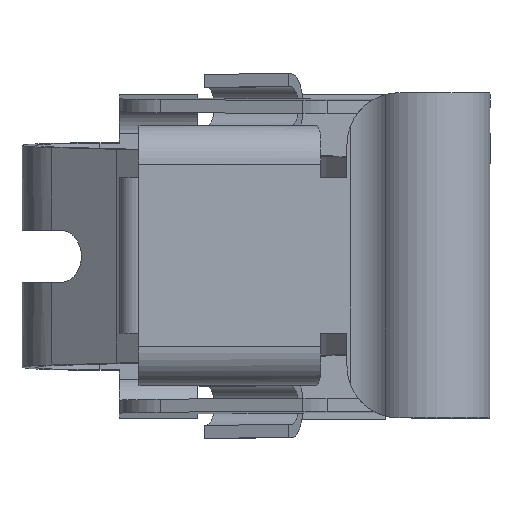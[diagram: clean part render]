
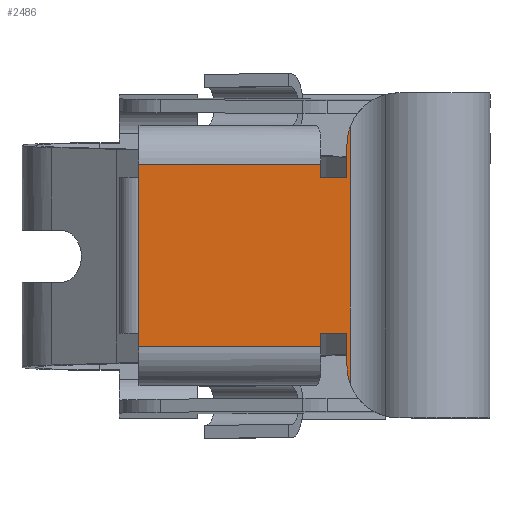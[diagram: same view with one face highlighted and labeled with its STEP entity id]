
A CAD part, top view. The second image highlights one B-rep face of the part: STEP entity #2486.
In plain terms, the highlighted face is planar.
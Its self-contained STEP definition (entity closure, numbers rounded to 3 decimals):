
#136=CIRCLE('',#2633,0.4);
#162=CIRCLE('',#2687,0.4);
#281=LINE('',#4022,#541);
#304=LINE('',#4093,#564);
#305=LINE('',#4226,#565);
#306=LINE('',#4227,#566);
#307=LINE('',#4229,#567);
#308=LINE('',#4231,#568);
#309=LINE('',#4232,#569);
#310=LINE('',#4233,#570);
#311=LINE('',#4235,#571);
#312=LINE('',#4237,#572);
#313=LINE('',#4239,#573);
#314=LINE('',#4241,#574);
#541=VECTOR('',#3080,1000.);
#564=VECTOR('',#3133,1000.);
#565=VECTOR('',#3142,1000.);
#566=VECTOR('',#3143,1000.);
#567=VECTOR('',#3144,1000.);
#568=VECTOR('',#3145,1000.);
#569=VECTOR('',#3146,1000.);
#570=VECTOR('',#3147,1000.);
#571=VECTOR('',#3148,1000.);
#572=VECTOR('',#3149,1000.);
#573=VECTOR('',#3150,1000.);
#574=VECTOR('',#3151,1000.);
#922=ORIENTED_EDGE('',*,*,#1667,.F.);
#923=ORIENTED_EDGE('',*,*,#1664,.F.);
#924=ORIENTED_EDGE('',*,*,#1660,.F.);
#925=ORIENTED_EDGE('',*,*,#1668,.F.);
#926=ORIENTED_EDGE('',*,*,#1669,.F.);
#927=ORIENTED_EDGE('',*,*,#1670,.T.);
#928=ORIENTED_EDGE('',*,*,#1627,.T.);
#929=ORIENTED_EDGE('',*,*,#1671,.T.);
#930=ORIENTED_EDGE('',*,*,#1672,.F.);
#931=ORIENTED_EDGE('',*,*,#1673,.F.);
#932=ORIENTED_EDGE('',*,*,#1674,.T.);
#933=ORIENTED_EDGE('',*,*,#1675,.T.);
#934=ORIENTED_EDGE('',*,*,#1676,.T.);
#935=ORIENTED_EDGE('',*,*,#1549,.T.);
#1549=EDGE_CURVE('',#1928,#1927,#136,.T.);
#1627=EDGE_CURVE('',#1996,#1995,#281,.T.);
#1660=EDGE_CURVE('',#2024,#2021,#304,.T.);
#1664=EDGE_CURVE('',#2021,#2027,#162,.T.);
#1667=EDGE_CURVE('',#2027,#1927,#305,.T.);
#1668=EDGE_CURVE('',#2029,#2024,#306,.T.);
#1669=EDGE_CURVE('',#2030,#2029,#307,.T.);
#1670=EDGE_CURVE('',#2030,#1996,#308,.T.);
#1671=EDGE_CURVE('',#1995,#1937,#309,.T.);
#1672=EDGE_CURVE('',#2031,#1937,#310,.T.);
#1673=EDGE_CURVE('',#2032,#2031,#311,.T.);
#1674=EDGE_CURVE('',#2032,#2033,#312,.T.);
#1675=EDGE_CURVE('',#2033,#2034,#313,.T.);
#1676=EDGE_CURVE('',#2034,#1928,#314,.T.);
#1927=VERTEX_POINT('',#3796);
#1928=VERTEX_POINT('',#3798);
#1937=VERTEX_POINT('',#3879);
#1995=VERTEX_POINT('',#4021);
#1996=VERTEX_POINT('',#4023);
#2021=VERTEX_POINT('',#4087);
#2024=VERTEX_POINT('',#4092);
#2027=VERTEX_POINT('',#4161);
#2029=VERTEX_POINT('',#4228);
#2030=VERTEX_POINT('',#4230);
#2031=VERTEX_POINT('',#4234);
#2032=VERTEX_POINT('',#4236);
#2033=VERTEX_POINT('',#4238);
#2034=VERTEX_POINT('',#4240);
#2161=EDGE_LOOP('',(#922,#923,#924,#925,#926,#927,#928,#929,#930,#931,#932,
#933,#934,#935));
#2287=FACE_BOUND('',#2161,.T.);
#2400=PLANE('',#2688);
#2486=ADVANCED_FACE('',(#2287),#2400,.F.);
#2633=AXIS2_PLACEMENT_3D('',#3797,#2956,#2957);
#2687=AXIS2_PLACEMENT_3D('',#4160,#3138,#3139);
#2688=AXIS2_PLACEMENT_3D('',#4225,#3140,#3141);
#2956=DIRECTION('',(0.,1.,0.));
#2957=DIRECTION('',(-1.,0.,0.));
#3080=DIRECTION('',(0.,0.,-1.));
#3133=DIRECTION('',(0.,0.,1.));
#3138=DIRECTION('',(0.,-1.,0.));
#3139=DIRECTION('',(-1.,0.,0.));
#3140=DIRECTION('',(0.,-1.,0.));
#3141=DIRECTION('',(0.,0.,-1.));
#3142=DIRECTION('',(0.,0.,-1.));
#3143=DIRECTION('',(-1.,0.,0.));
#3144=DIRECTION('',(0.,0.,-1.));
#3145=DIRECTION('',(1.,0.,0.));
#3146=DIRECTION('',(0.,0.,-1.));
#3147=DIRECTION('',(0.,0.,1.));
#3148=DIRECTION('',(1.,0.,0.));
#3149=DIRECTION('',(0.,0.,1.));
#3150=DIRECTION('',(-1.,0.,0.));
#3151=DIRECTION('',(0.,0.,-1.));
#3796=CARTESIAN_POINT('',(5.124,51.36,-2.241));
#3797=CARTESIAN_POINT('',(4.75,51.36,-2.1));
#3798=CARTESIAN_POINT('',(5.15,51.36,-2.1));
#3879=CARTESIAN_POINT('',(6.75,51.36,-1.85));
#4021=CARTESIAN_POINT('',(6.75,51.36,-0.65));
#4022=CARTESIAN_POINT('',(6.75,51.36,-0.25));
#4023=CARTESIAN_POINT('',(6.75,51.36,-0.55));
#4087=CARTESIAN_POINT('',(5.15,51.36,-0.4));
#4092=CARTESIAN_POINT('',(5.15,51.36,-0.65));
#4093=CARTESIAN_POINT('',(5.15,51.36,0.));
#4160=CARTESIAN_POINT('',(4.75,51.36,-0.4));
#4161=CARTESIAN_POINT('',(5.124,51.36,-0.259));
#4225=CARTESIAN_POINT('',(4.924,51.36,0.));
#4226=CARTESIAN_POINT('',(5.124,51.36,0.));
#4227=CARTESIAN_POINT('',(0.,51.36,-0.65));
#4228=CARTESIAN_POINT('',(5.35,51.36,-0.65));
#4229=CARTESIAN_POINT('',(5.35,51.36,-0.25));
#4230=CARTESIAN_POINT('',(5.35,51.36,-0.55));
#4231=CARTESIAN_POINT('',(0.,51.36,-0.55));
#4232=CARTESIAN_POINT('',(6.75,51.36,0.));
#4233=CARTESIAN_POINT('',(6.75,51.36,-2.25));
#4234=CARTESIAN_POINT('',(6.75,51.36,-1.95));
#4235=CARTESIAN_POINT('',(0.,51.36,-1.95));
#4236=CARTESIAN_POINT('',(5.35,51.36,-1.95));
#4237=CARTESIAN_POINT('',(5.35,51.36,-2.25));
#4238=CARTESIAN_POINT('',(5.35,51.36,-1.85));
#4239=CARTESIAN_POINT('',(0.,51.36,-1.85));
#4240=CARTESIAN_POINT('',(5.15,51.36,-1.85));
#4241=CARTESIAN_POINT('',(5.15,51.36,-2.5));
